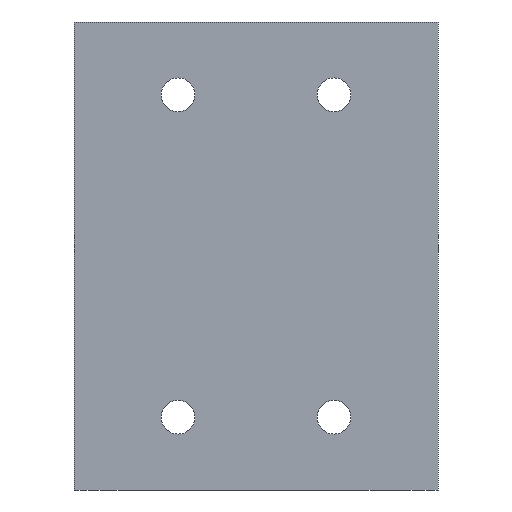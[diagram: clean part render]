
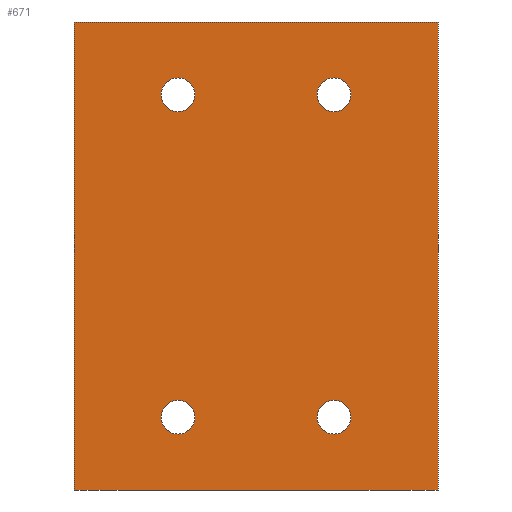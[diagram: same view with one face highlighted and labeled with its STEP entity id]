
A CAD part, front view. The second image highlights one B-rep face of the part: STEP entity #671.
In plain terms, the highlighted planar face has unit normal (0, -1, 0).
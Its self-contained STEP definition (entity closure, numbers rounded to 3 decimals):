
#1=DIRECTION('',(1.,0.,0.));
#2=VECTOR('',#1,70.);
#3=CARTESIAN_POINT('',(-35.,0.,49.));
#4=LINE('',#3,#2);
#5=DIRECTION('',(0.,0.,-1.));
#6=VECTOR('',#5,90.);
#7=CARTESIAN_POINT('',(35.,0.,49.));
#8=LINE('',#7,#6);
#9=DIRECTION('',(-1.,0.,0.));
#10=VECTOR('',#9,70.);
#11=CARTESIAN_POINT('',(35.,0.,-41.));
#12=LINE('',#11,#10);
#13=DIRECTION('',(0.,0.,1.));
#14=VECTOR('',#13,90.);
#15=CARTESIAN_POINT('',(-35.,0.,-41.));
#16=LINE('',#15,#14);
#17=CARTESIAN_POINT('',(-15.,0.,-27.));
#18=DIRECTION('',(0.,1.,0.));
#19=DIRECTION('',(1.,0.,0.));
#20=AXIS2_PLACEMENT_3D('',#17,#18,#19);
#22=CARTESIAN_POINT('',(-15.,0.,-27.));
#23=DIRECTION('',(0.,1.,0.));
#24=DIRECTION('',(-1.,0.,0.));
#25=AXIS2_PLACEMENT_3D('',#22,#23,#24);
#27=CARTESIAN_POINT('',(15.,0.,-27.));
#28=DIRECTION('',(0.,1.,0.));
#29=DIRECTION('',(1.,0.,0.));
#30=AXIS2_PLACEMENT_3D('',#27,#28,#29);
#32=CARTESIAN_POINT('',(15.,0.,-27.));
#33=DIRECTION('',(0.,1.,0.));
#34=DIRECTION('',(-1.,0.,0.));
#35=AXIS2_PLACEMENT_3D('',#32,#33,#34);
#37=CARTESIAN_POINT('',(-15.,0.,35.));
#38=DIRECTION('',(0.,1.,0.));
#39=DIRECTION('',(1.,0.,0.));
#40=AXIS2_PLACEMENT_3D('',#37,#38,#39);
#42=CARTESIAN_POINT('',(-15.,0.,35.));
#43=DIRECTION('',(0.,1.,0.));
#44=DIRECTION('',(-1.,0.,0.));
#45=AXIS2_PLACEMENT_3D('',#42,#43,#44);
#47=CARTESIAN_POINT('',(15.,0.,35.));
#48=DIRECTION('',(0.,1.,0.));
#49=DIRECTION('',(1.,0.,0.));
#50=AXIS2_PLACEMENT_3D('',#47,#48,#49);
#52=CARTESIAN_POINT('',(15.,0.,35.));
#53=DIRECTION('',(0.,1.,0.));
#54=DIRECTION('',(-1.,0.,0.));
#55=AXIS2_PLACEMENT_3D('',#52,#53,#54);
#533=CARTESIAN_POINT('',(-11.75,0.,-27.));
#534=CARTESIAN_POINT('',(-18.25,0.,-27.));
#535=VERTEX_POINT('',#533);
#536=VERTEX_POINT('',#534);
#547=CARTESIAN_POINT('',(18.25,0.,-27.));
#548=CARTESIAN_POINT('',(11.75,0.,-27.));
#549=VERTEX_POINT('',#547);
#550=VERTEX_POINT('',#548);
#561=CARTESIAN_POINT('',(-11.75,0.,35.));
#562=CARTESIAN_POINT('',(-18.25,0.,35.));
#563=VERTEX_POINT('',#561);
#564=VERTEX_POINT('',#562);
#575=CARTESIAN_POINT('',(18.25,0.,35.));
#576=CARTESIAN_POINT('',(11.75,0.,35.));
#577=VERTEX_POINT('',#575);
#578=VERTEX_POINT('',#576);
#588=CARTESIAN_POINT('',(35.,0.,-41.));
#589=CARTESIAN_POINT('',(-35.,0.,-41.));
#590=VERTEX_POINT('',#588);
#591=VERTEX_POINT('',#589);
#610=CARTESIAN_POINT('',(-35.,0.,49.));
#611=CARTESIAN_POINT('',(35.,0.,49.));
#612=VERTEX_POINT('',#610);
#613=VERTEX_POINT('',#611);
#632=CARTESIAN_POINT('',(0.,0.,0.));
#633=DIRECTION('',(0.,1.,0.));
#634=DIRECTION('',(1.,0.,0.));
#635=AXIS2_PLACEMENT_3D('',#632,#633,#634);
#636=PLANE('',#635);
#638=ORIENTED_EDGE('',*,*,#637,.T.);
#640=ORIENTED_EDGE('',*,*,#639,.T.);
#642=ORIENTED_EDGE('',*,*,#641,.T.);
#644=ORIENTED_EDGE('',*,*,#643,.T.);
#645=EDGE_LOOP('',(#638,#640,#642,#644));
#646=FACE_OUTER_BOUND('',#645,.F.);
#648=ORIENTED_EDGE('',*,*,#647,.F.);
#650=ORIENTED_EDGE('',*,*,#649,.F.);
#651=EDGE_LOOP('',(#648,#650));
#652=FACE_BOUND('',#651,.F.);
#654=ORIENTED_EDGE('',*,*,#653,.F.);
#656=ORIENTED_EDGE('',*,*,#655,.F.);
#657=EDGE_LOOP('',(#654,#656));
#658=FACE_BOUND('',#657,.F.);
#660=ORIENTED_EDGE('',*,*,#659,.F.);
#662=ORIENTED_EDGE('',*,*,#661,.F.);
#663=EDGE_LOOP('',(#660,#662));
#664=FACE_BOUND('',#663,.F.);
#666=ORIENTED_EDGE('',*,*,#665,.F.);
#668=ORIENTED_EDGE('',*,*,#667,.F.);
#669=EDGE_LOOP('',(#666,#668));
#670=FACE_BOUND('',#669,.F.);
#671=ADVANCED_FACE('',(#646,#652,#658,#664,#670),#636,.F.);
#21=CIRCLE('',#20,3.25);
#26=CIRCLE('',#25,3.25);
#31=CIRCLE('',#30,3.25);
#36=CIRCLE('',#35,3.25);
#41=CIRCLE('',#40,3.25);
#46=CIRCLE('',#45,3.25);
#51=CIRCLE('',#50,3.25);
#56=CIRCLE('',#55,3.25);
#637=EDGE_CURVE('',#612,#613,#4,.T.);
#639=EDGE_CURVE('',#613,#590,#8,.T.);
#641=EDGE_CURVE('',#590,#591,#12,.T.);
#643=EDGE_CURVE('',#591,#612,#16,.T.);
#647=EDGE_CURVE('',#535,#536,#21,.T.);
#649=EDGE_CURVE('',#536,#535,#26,.T.);
#653=EDGE_CURVE('',#549,#550,#31,.T.);
#655=EDGE_CURVE('',#550,#549,#36,.T.);
#659=EDGE_CURVE('',#563,#564,#41,.T.);
#661=EDGE_CURVE('',#564,#563,#46,.T.);
#665=EDGE_CURVE('',#577,#578,#51,.T.);
#667=EDGE_CURVE('',#578,#577,#56,.T.);
